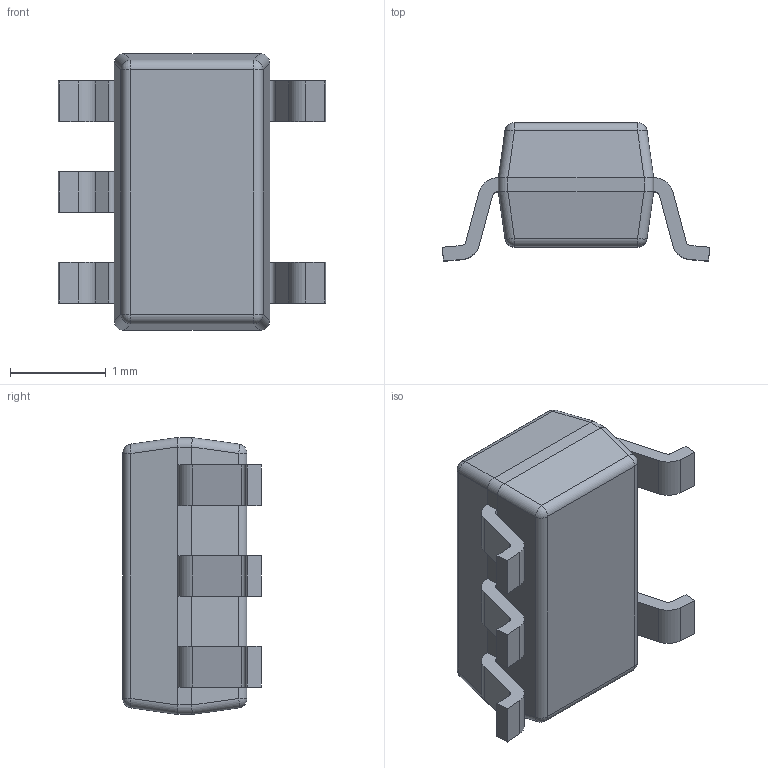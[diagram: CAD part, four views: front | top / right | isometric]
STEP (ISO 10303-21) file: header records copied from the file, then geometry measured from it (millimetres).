
FILE_DESCRIPTION (( 'STEP AP214' ), '1' );
FILE_NAME ('STWD100NYWY3F.STEP', '2024-01-25T11:06:40', ( 'LENOVO' ), ( '' ), 'SwSTEP 2.0', 'SolidWorks 2021', '' );
FILE_SCHEMA (( 'AUTOMOTIVE_DESIGN' ));
Length unit declared in the file: millimetre
Products named in the file (1): STWD100NYWY3F
Bounding box: 2.8 x 1.45 x 2.9 mm (x, y, z)
Volume: 6 mm3; surface area: 25.5 mm2
Topology: 6 solids, 6 shells, 102 faces, 246 edges, 156 vertices
Faces by surface type: plane 54, cylinder 40, sphere 8
Entity records: 3021 total; most frequent: CARTESIAN_POINT 577, ORIENTED_EDGE 492, DIRECTION 492, EDGE_CURVE 246, AXIS2_PLACEMENT_3D 167, LINE 158, VECTOR 158, VERTEX_POINT 156
